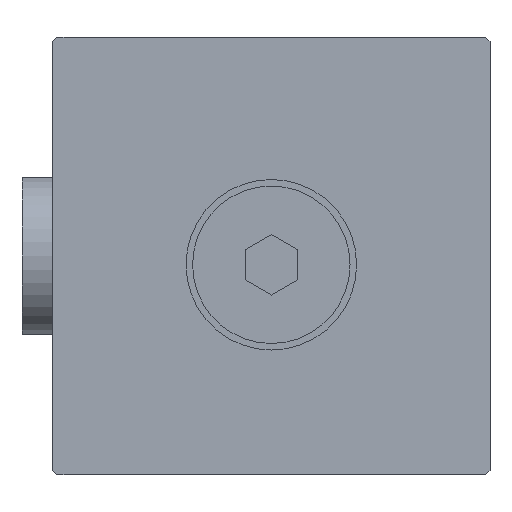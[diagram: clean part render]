
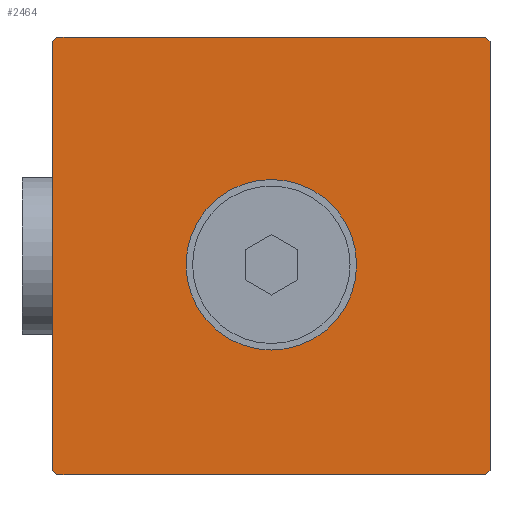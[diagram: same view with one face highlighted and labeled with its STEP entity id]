
A CAD part, front view. The second image highlights one B-rep face of the part: STEP entity #2464.
In plain terms, the highlighted planar face has unit normal (0, -1, 0).
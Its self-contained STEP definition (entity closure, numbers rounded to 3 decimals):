
#164=CIRCLE('',#2691,9.75);
#355=ORIENTED_EDGE('',*,*,#1008,.F.);
#356=ORIENTED_EDGE('',*,*,#947,.F.);
#357=ORIENTED_EDGE('',*,*,#1006,.F.);
#358=ORIENTED_EDGE('',*,*,#1001,.F.);
#359=ORIENTED_EDGE('',*,*,#998,.F.);
#360=ORIENTED_EDGE('',*,*,#983,.F.);
#361=ORIENTED_EDGE('',*,*,#980,.F.);
#362=ORIENTED_EDGE('',*,*,#950,.F.);
#363=ORIENTED_EDGE('',*,*,#904,.F.);
#904=EDGE_CURVE('',#1241,#1242,#1481,.T.);
#947=EDGE_CURVE('',#1278,#1241,#1496,.T.);
#950=EDGE_CURVE('',#1242,#1280,#1499,.T.);
#980=EDGE_CURVE('',#1280,#1309,#1514,.T.);
#983=EDGE_CURVE('',#1309,#1311,#1517,.T.);
#998=EDGE_CURVE('',#1311,#1325,#1525,.T.);
#1001=EDGE_CURVE('',#1325,#1327,#1528,.T.);
#1006=EDGE_CURVE('',#1327,#1278,#1531,.T.);
#1008=EDGE_CURVE('',#1331,#1331,#164,.F.);
#1241=VERTEX_POINT('',#3651);
#1242=VERTEX_POINT('',#3652);
#1278=VERTEX_POINT('',#3791);
#1280=VERTEX_POINT('',#3797);
#1309=VERTEX_POINT('',#3857);
#1311=VERTEX_POINT('',#3863);
#1325=VERTEX_POINT('',#3893);
#1327=VERTEX_POINT('',#3899);
#1331=VERTEX_POINT('',#3913);
#1481=LINE('',#3650,#1687);
#1496=LINE('',#3790,#1702);
#1499=LINE('',#3796,#1705);
#1514=LINE('',#3856,#1720);
#1517=LINE('',#3862,#1723);
#1525=LINE('',#3892,#1731);
#1528=LINE('',#3898,#1734);
#1531=LINE('',#3908,#1737);
#1687=VECTOR('',#2904,1000.);
#1702=VECTOR('',#2975,1000.);
#1705=VECTOR('',#2980,1000.);
#1720=VECTOR('',#3027,1000.);
#1723=VECTOR('',#3032,1000.);
#1731=VECTOR('',#3056,1000.);
#1734=VECTOR('',#3061,1000.);
#1737=VECTOR('',#3070,1000.);
#1937=EDGE_LOOP('',(#355));
#1938=EDGE_LOOP('',(#356,#357,#358,#359,#360,#361,#362,#363));
#2163=FACE_BOUND('',#1937,.T.);
#2164=FACE_BOUND('',#1938,.T.);
#2356=PLANE('',#2690);
#2464=ADVANCED_FACE('',(#2163,#2164),#2356,.F.);
#2690=AXIS2_PLACEMENT_3D('',#3911,#3074,#3075);
#2691=AXIS2_PLACEMENT_3D('',#3912,#3076,#3077);
#2904=DIRECTION('',(0.,0.,1.));
#2975=DIRECTION('',(-0.707,0.,0.707));
#2980=DIRECTION('',(0.707,0.,0.707));
#3027=DIRECTION('',(1.,0.,0.));
#3032=DIRECTION('',(0.707,0.,-0.707));
#3056=DIRECTION('',(0.,0.,-1.));
#3061=DIRECTION('',(-0.707,0.,-0.707));
#3070=DIRECTION('',(-1.,0.,0.));
#3074=DIRECTION('',(0.,1.,0.));
#3075=DIRECTION('',(0.,0.,1.));
#3076=DIRECTION('',(0.,1.,0.));
#3077=DIRECTION('',(0.,0.,1.));
#3650=CARTESIAN_POINT('',(-25.,0.,-24.5));
#3651=CARTESIAN_POINT('',(-25.,0.,-24.5));
#3652=CARTESIAN_POINT('',(-25.,0.,24.5));
#3790=CARTESIAN_POINT('',(-24.5,0.,-25.));
#3791=CARTESIAN_POINT('',(-24.5,0.,-25.));
#3796=CARTESIAN_POINT('',(-25.,0.,24.5));
#3797=CARTESIAN_POINT('',(-24.5,0.,25.));
#3856=CARTESIAN_POINT('',(-24.5,0.,25.));
#3857=CARTESIAN_POINT('',(24.5,0.,25.));
#3862=CARTESIAN_POINT('',(24.5,0.,25.));
#3863=CARTESIAN_POINT('',(25.,0.,24.5));
#3892=CARTESIAN_POINT('',(25.,0.,24.5));
#3893=CARTESIAN_POINT('',(25.,0.,-24.5));
#3898=CARTESIAN_POINT('',(25.,0.,-24.5));
#3899=CARTESIAN_POINT('',(24.5,0.,-25.));
#3908=CARTESIAN_POINT('',(24.5,0.,-25.));
#3911=CARTESIAN_POINT('',(0.,0.,0.));
#3912=CARTESIAN_POINT('',(0.,0.,-1.));
#3913=CARTESIAN_POINT('',(0.,0.,8.75));
